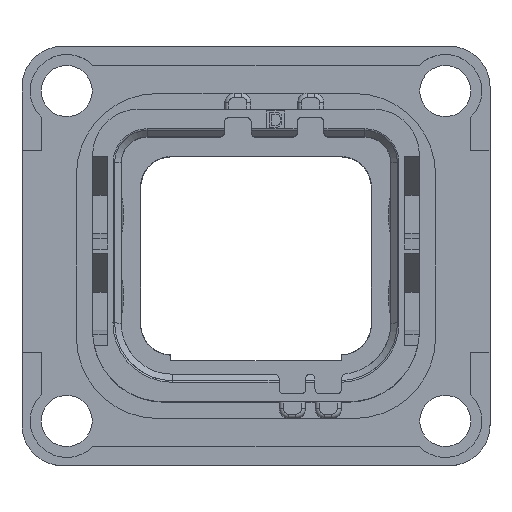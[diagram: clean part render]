
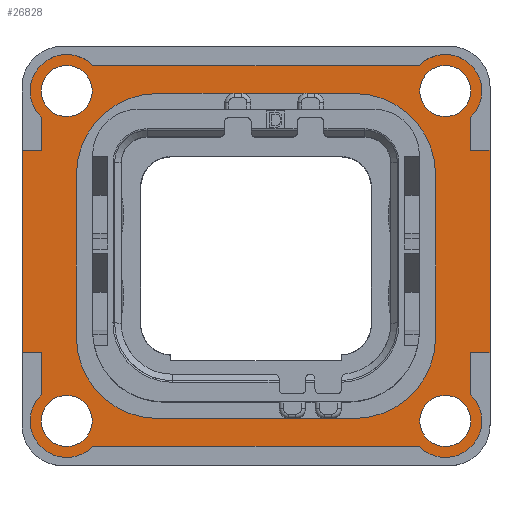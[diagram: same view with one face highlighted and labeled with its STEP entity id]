
A CAD part, top view. The second image highlights one B-rep face of the part: STEP entity #26828.
In plain terms, the highlighted planar face has unit normal (0, 0, 1).
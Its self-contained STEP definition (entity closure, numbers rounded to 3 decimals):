
#97=DIRECTION('',(0.,-1.,0.));
#98=VECTOR('',#97,12.45);
#99=CARTESIAN_POINT('',(-14.4,6.5,1.5));
#100=LINE('',#99,#98);
#160=CARTESIAN_POINT('',(-11.65,10.15,1.5));
#161=DIRECTION('',(0.,0.,1.));
#162=DIRECTION('',(0.716,0.698,0.));
#163=AXIS2_PLACEMENT_3D('',#160,#161,#162);
#173=CARTESIAN_POINT('',(11.65,10.15,1.5));
#174=DIRECTION('',(0.,0.,1.));
#175=DIRECTION('',(0.698,-0.716,0.));
#176=AXIS2_PLACEMENT_3D('',#173,#174,#175);
#183=DIRECTION('',(0.,1.,0.));
#184=VECTOR('',#183,2.588);
#185=CARTESIAN_POINT('',(13.22,-8.538,1.5));
#186=LINE('',#185,#184);
#187=DIRECTION('',(1.,0.,0.));
#188=VECTOR('',#187,20.077);
#189=CARTESIAN_POINT('',(-10.038,-11.72,1.5));
#190=LINE('',#189,#188);
#191=DIRECTION('',(0.,-1.,0.));
#192=VECTOR('',#191,2.588);
#193=CARTESIAN_POINT('',(-13.22,-5.95,1.5));
#194=LINE('',#193,#192);
#195=DIRECTION('',(1.,0.,0.));
#196=VECTOR('',#195,1.18);
#197=CARTESIAN_POINT('',(-14.4,-5.95,1.5));
#198=LINE('',#197,#196);
#199=DIRECTION('',(-1.,0.,0.));
#200=VECTOR('',#199,1.18);
#201=CARTESIAN_POINT('',(-13.22,6.5,1.5));
#202=LINE('',#201,#200);
#203=DIRECTION('',(0.,-1.,0.));
#204=VECTOR('',#203,2.038);
#205=CARTESIAN_POINT('',(-13.22,8.538,1.5));
#206=LINE('',#205,#204);
#207=DIRECTION('',(-1.,0.,0.));
#208=VECTOR('',#207,20.077);
#209=CARTESIAN_POINT('',(10.038,11.72,1.5));
#210=LINE('',#209,#208);
#211=DIRECTION('',(0.,1.,0.));
#212=VECTOR('',#211,2.038);
#213=CARTESIAN_POINT('',(13.22,6.5,1.5));
#214=LINE('',#213,#212);
#215=DIRECTION('',(-1.,0.,0.));
#216=VECTOR('',#215,1.18);
#217=CARTESIAN_POINT('',(14.4,6.5,1.5));
#218=LINE('',#217,#216);
#219=DIRECTION('',(1.,0.,0.));
#220=VECTOR('',#219,1.18);
#221=CARTESIAN_POINT('',(13.22,-5.95,1.5));
#222=LINE('',#221,#220);
#223=CARTESIAN_POINT('',(11.65,-10.15,1.5));
#224=DIRECTION('',(0.,0.,1.));
#225=DIRECTION('',(-1.,0.,0.));
#226=AXIS2_PLACEMENT_3D('',#223,#224,#225);
#228=CARTESIAN_POINT('',(-11.65,-10.15,1.5));
#229=DIRECTION('',(0.,0.,1.));
#230=DIRECTION('',(-1.,0.,0.));
#231=AXIS2_PLACEMENT_3D('',#228,#229,#230);
#233=CARTESIAN_POINT('',(-11.65,10.15,1.5));
#234=DIRECTION('',(0.,0.,1.));
#235=DIRECTION('',(1.,0.,0.));
#236=AXIS2_PLACEMENT_3D('',#233,#234,#235);
#238=CARTESIAN_POINT('',(11.65,10.15,1.5));
#239=DIRECTION('',(0.,0.,1.));
#240=DIRECTION('',(1.,0.,0.));
#241=AXIS2_PLACEMENT_3D('',#238,#239,#240);
#243=CARTESIAN_POINT('',(6.05,5.,1.5));
#244=DIRECTION('',(0.,0.,-1.));
#245=DIRECTION('',(0.,1.,0.));
#246=AXIS2_PLACEMENT_3D('',#243,#244,#245);
#248=DIRECTION('',(1.,0.,0.));
#249=VECTOR('',#248,12.1);
#250=CARTESIAN_POINT('',(-6.05,10.,1.5));
#251=LINE('',#250,#249);
#252=CARTESIAN_POINT('',(-6.05,5.,1.5));
#253=DIRECTION('',(0.,0.,-1.));
#254=DIRECTION('',(-1.,0.,0.));
#255=AXIS2_PLACEMENT_3D('',#252,#253,#254);
#257=DIRECTION('',(0.,1.,0.));
#258=VECTOR('',#257,10.);
#259=CARTESIAN_POINT('',(-11.05,-5.,1.5));
#260=LINE('',#259,#258);
#261=CARTESIAN_POINT('',(-6.05,-5.,1.5));
#262=DIRECTION('',(0.,0.,-1.));
#263=DIRECTION('',(0.,-1.,0.));
#264=AXIS2_PLACEMENT_3D('',#261,#262,#263);
#266=DIRECTION('',(-1.,0.,0.));
#267=VECTOR('',#266,12.1);
#268=CARTESIAN_POINT('',(6.05,-10.,1.5));
#269=LINE('',#268,#267);
#270=CARTESIAN_POINT('',(6.05,-5.,1.5));
#271=DIRECTION('',(0.,0.,-1.));
#272=DIRECTION('',(1.,0.,0.));
#273=AXIS2_PLACEMENT_3D('',#270,#271,#272);
#275=DIRECTION('',(0.,-1.,0.));
#276=VECTOR('',#275,10.);
#277=CARTESIAN_POINT('',(11.05,5.,1.5));
#278=LINE('',#277,#276);
#283=CARTESIAN_POINT('',(11.65,-10.15,1.5));
#284=DIRECTION('',(0.,0.,1.));
#285=DIRECTION('',(-0.716,-0.698,0.));
#286=AXIS2_PLACEMENT_3D('',#283,#284,#285);
#340=CARTESIAN_POINT('',(-11.65,-10.15,1.5));
#341=DIRECTION('',(0.,0.,1.));
#342=DIRECTION('',(-0.698,0.716,0.));
#343=AXIS2_PLACEMENT_3D('',#340,#341,#342);
#369=DIRECTION('',(0.,1.,0.));
#370=VECTOR('',#369,12.45);
#371=CARTESIAN_POINT('',(14.4,-5.95,1.5));
#372=LINE('',#371,#370);
#425=CARTESIAN_POINT('',(11.65,-10.15,1.5));
#426=DIRECTION('',(0.,0.,1.));
#427=DIRECTION('',(1.,0.,0.));
#428=AXIS2_PLACEMENT_3D('',#425,#426,#427);
#430=CARTESIAN_POINT('',(-11.65,-10.15,1.5));
#431=DIRECTION('',(0.,0.,1.));
#432=DIRECTION('',(1.,0.,0.));
#433=AXIS2_PLACEMENT_3D('',#430,#431,#432);
#451=CARTESIAN_POINT('',(-11.65,10.15,1.5));
#452=DIRECTION('',(0.,0.,1.));
#453=DIRECTION('',(-1.,0.,0.));
#454=AXIS2_PLACEMENT_3D('',#451,#452,#453);
#456=CARTESIAN_POINT('',(11.65,10.15,1.5));
#457=DIRECTION('',(0.,0.,1.));
#458=DIRECTION('',(-1.,0.,0.));
#459=AXIS2_PLACEMENT_3D('',#456,#457,#458);
#22812=CARTESIAN_POINT('',(-6.05,10.,1.5));
#22813=CARTESIAN_POINT('',(6.05,10.,1.5));
#22814=VERTEX_POINT('',#22812);
#22815=VERTEX_POINT('',#22813);
#22816=CARTESIAN_POINT('',(11.05,-5.,1.5));
#22817=CARTESIAN_POINT('',(6.05,-10.,1.5));
#22818=VERTEX_POINT('',#22816);
#22819=VERTEX_POINT('',#22817);
#22820=CARTESIAN_POINT('',(11.05,5.,1.5));
#22821=VERTEX_POINT('',#22820);
#22822=CARTESIAN_POINT('',(-11.05,5.,1.5));
#22823=VERTEX_POINT('',#22822);
#22824=CARTESIAN_POINT('',(-11.05,-5.,1.5));
#22825=VERTEX_POINT('',#22824);
#22826=CARTESIAN_POINT('',(-6.05,-10.,1.5));
#22827=VERTEX_POINT('',#22826);
#22858=CARTESIAN_POINT('',(14.4,-5.95,1.5));
#22859=CARTESIAN_POINT('',(14.4,6.5,1.5));
#22860=VERTEX_POINT('',#22858);
#22861=VERTEX_POINT('',#22859);
#22862=CARTESIAN_POINT('',(-14.4,6.5,1.5));
#22863=CARTESIAN_POINT('',(-14.4,-5.95,1.5));
#22864=VERTEX_POINT('',#22862);
#22865=VERTEX_POINT('',#22863);
#22866=CARTESIAN_POINT('',(10.08,10.15,1.5));
#22867=VERTEX_POINT('',#22866);
#22868=CARTESIAN_POINT('',(-10.08,10.15,1.5));
#22869=VERTEX_POINT('',#22868);
#22870=CARTESIAN_POINT('',(-10.08,-10.15,1.5));
#22871=VERTEX_POINT('',#22870);
#22872=CARTESIAN_POINT('',(10.08,-10.15,1.5));
#22873=VERTEX_POINT('',#22872);
#22874=CARTESIAN_POINT('',(-13.22,6.5,1.5));
#22875=VERTEX_POINT('',#22874);
#22876=CARTESIAN_POINT('',(13.22,6.5,1.5));
#22877=VERTEX_POINT('',#22876);
#22878=CARTESIAN_POINT('',(-13.22,-5.95,1.5));
#22879=VERTEX_POINT('',#22878);
#23194=CARTESIAN_POINT('',(13.22,-5.95,1.5));
#23195=VERTEX_POINT('',#23194);
#23521=CARTESIAN_POINT('',(13.22,8.538,1.5));
#23523=VERTEX_POINT('',#23521);
#23525=CARTESIAN_POINT('',(-10.038,-11.72,1.5));
#23527=VERTEX_POINT('',#23525);
#23529=CARTESIAN_POINT('',(10.038,-11.72,1.5));
#23531=VERTEX_POINT('',#23529);
#23533=CARTESIAN_POINT('',(-13.22,-8.538,1.5));
#23535=VERTEX_POINT('',#23533);
#23537=CARTESIAN_POINT('',(-10.038,11.72,1.5));
#23539=VERTEX_POINT('',#23537);
#23541=CARTESIAN_POINT('',(10.038,11.72,1.5));
#23543=VERTEX_POINT('',#23541);
#23545=CARTESIAN_POINT('',(-13.22,8.538,1.5));
#23547=VERTEX_POINT('',#23545);
#23549=CARTESIAN_POINT('',(13.22,-8.538,1.5));
#23551=VERTEX_POINT('',#23549);
#23553=CARTESIAN_POINT('',(13.22,10.15,1.5));
#23554=VERTEX_POINT('',#23553);
#23555=CARTESIAN_POINT('',(-13.22,10.15,1.5));
#23556=VERTEX_POINT('',#23555);
#23557=CARTESIAN_POINT('',(-13.22,-10.15,1.5));
#23558=VERTEX_POINT('',#23557);
#23559=CARTESIAN_POINT('',(13.22,-10.15,1.5));
#23560=VERTEX_POINT('',#23559);
#26751=CARTESIAN_POINT('',(0.,0.,1.5));
#26752=DIRECTION('',(0.,0.,1.));
#26753=DIRECTION('',(1.,0.,0.));
#26754=AXIS2_PLACEMENT_3D('',#26751,#26752,#26753);
#26755=PLANE('',#26754);
#26757=ORIENTED_EDGE('',*,*,#26756,.F.);
#26759=ORIENTED_EDGE('',*,*,#26758,.F.);
#26761=ORIENTED_EDGE('',*,*,#26760,.F.);
#26763=ORIENTED_EDGE('',*,*,#26762,.F.);
#26765=ORIENTED_EDGE('',*,*,#26764,.F.);
#26767=ORIENTED_EDGE('',*,*,#26766,.F.);
#26768=ORIENTED_EDGE('',*,*,#26664,.F.);
#26770=ORIENTED_EDGE('',*,*,#26769,.F.);
#26772=ORIENTED_EDGE('',*,*,#26771,.F.);
#26773=ORIENTED_EDGE('',*,*,#26716,.F.);
#26774=ORIENTED_EDGE('',*,*,#26732,.F.);
#26775=ORIENTED_EDGE('',*,*,#26742,.F.);
#26777=ORIENTED_EDGE('',*,*,#26776,.F.);
#26779=ORIENTED_EDGE('',*,*,#26778,.F.);
#26781=ORIENTED_EDGE('',*,*,#26780,.F.);
#26783=ORIENTED_EDGE('',*,*,#26782,.F.);
#26784=EDGE_LOOP('',(#26757,#26759,#26761,#26763,#26765,#26767,#26768,#26770,
#26772,#26773,#26774,#26775,#26777,#26779,#26781,#26783));
#26785=FACE_OUTER_BOUND('',#26784,.F.);
#26787=ORIENTED_EDGE('',*,*,#26786,.T.);
#26789=ORIENTED_EDGE('',*,*,#26788,.T.);
#26790=EDGE_LOOP('',(#26787,#26789));
#26791=FACE_BOUND('',#26790,.F.);
#26793=ORIENTED_EDGE('',*,*,#26792,.T.);
#26795=ORIENTED_EDGE('',*,*,#26794,.T.);
#26796=EDGE_LOOP('',(#26793,#26795));
#26797=FACE_BOUND('',#26796,.F.);
#26799=ORIENTED_EDGE('',*,*,#26798,.T.);
#26801=ORIENTED_EDGE('',*,*,#26800,.T.);
#26802=EDGE_LOOP('',(#26799,#26801));
#26803=FACE_BOUND('',#26802,.F.);
#26805=ORIENTED_EDGE('',*,*,#26804,.T.);
#26807=ORIENTED_EDGE('',*,*,#26806,.T.);
#26808=EDGE_LOOP('',(#26805,#26807));
#26809=FACE_BOUND('',#26808,.F.);
#26811=ORIENTED_EDGE('',*,*,#26810,.F.);
#26813=ORIENTED_EDGE('',*,*,#26812,.F.);
#26815=ORIENTED_EDGE('',*,*,#26814,.F.);
#26817=ORIENTED_EDGE('',*,*,#26816,.F.);
#26819=ORIENTED_EDGE('',*,*,#26818,.F.);
#26821=ORIENTED_EDGE('',*,*,#26820,.F.);
#26823=ORIENTED_EDGE('',*,*,#26822,.F.);
#26825=ORIENTED_EDGE('',*,*,#26824,.F.);
#26826=EDGE_LOOP('',(#26811,#26813,#26815,#26817,#26819,#26821,#26823,#26825));
#26827=FACE_BOUND('',#26826,.F.);
#26828=ADVANCED_FACE('',(#26785,#26791,#26797,#26803,#26809,#26827),#26755,.T.);
#164=CIRCLE('',#163,2.25);
#177=CIRCLE('',#176,2.25);
#227=CIRCLE('',#226,1.57);
#232=CIRCLE('',#231,1.57);
#237=CIRCLE('',#236,1.57);
#242=CIRCLE('',#241,1.57);
#247=CIRCLE('',#246,5.);
#256=CIRCLE('',#255,5.);
#265=CIRCLE('',#264,5.);
#274=CIRCLE('',#273,5.);
#287=CIRCLE('',#286,2.25);
#344=CIRCLE('',#343,2.25);
#429=CIRCLE('',#428,1.57);
#434=CIRCLE('',#433,1.57);
#455=CIRCLE('',#454,1.57);
#460=CIRCLE('',#459,1.57);
#26664=EDGE_CURVE('',#22864,#22865,#100,.T.);
#26716=EDGE_CURVE('',#23539,#23547,#164,.T.);
#26732=EDGE_CURVE('',#23543,#23539,#210,.T.);
#26742=EDGE_CURVE('',#23523,#23543,#177,.T.);
#26756=EDGE_CURVE('',#23551,#23195,#186,.T.);
#26758=EDGE_CURVE('',#23531,#23551,#287,.T.);
#26760=EDGE_CURVE('',#23527,#23531,#190,.T.);
#26762=EDGE_CURVE('',#23535,#23527,#344,.T.);
#26764=EDGE_CURVE('',#22879,#23535,#194,.T.);
#26766=EDGE_CURVE('',#22865,#22879,#198,.T.);
#26769=EDGE_CURVE('',#22875,#22864,#202,.T.);
#26771=EDGE_CURVE('',#23547,#22875,#206,.T.);
#26776=EDGE_CURVE('',#22877,#23523,#214,.T.);
#26778=EDGE_CURVE('',#22861,#22877,#218,.T.);
#26780=EDGE_CURVE('',#22860,#22861,#372,.T.);
#26782=EDGE_CURVE('',#23195,#22860,#222,.T.);
#26786=EDGE_CURVE('',#22873,#23560,#227,.T.);
#26788=EDGE_CURVE('',#23560,#22873,#429,.T.);
#26792=EDGE_CURVE('',#22871,#23558,#434,.T.);
#26794=EDGE_CURVE('',#23558,#22871,#232,.T.);
#26798=EDGE_CURVE('',#22869,#23556,#237,.T.);
#26800=EDGE_CURVE('',#23556,#22869,#455,.T.);
#26804=EDGE_CURVE('',#22867,#23554,#460,.T.);
#26806=EDGE_CURVE('',#23554,#22867,#242,.T.);
#26810=EDGE_CURVE('',#22815,#22821,#247,.T.);
#26812=EDGE_CURVE('',#22814,#22815,#251,.T.);
#26814=EDGE_CURVE('',#22823,#22814,#256,.T.);
#26816=EDGE_CURVE('',#22825,#22823,#260,.T.);
#26818=EDGE_CURVE('',#22827,#22825,#265,.T.);
#26820=EDGE_CURVE('',#22819,#22827,#269,.T.);
#26822=EDGE_CURVE('',#22818,#22819,#274,.T.);
#26824=EDGE_CURVE('',#22821,#22818,#278,.T.);
